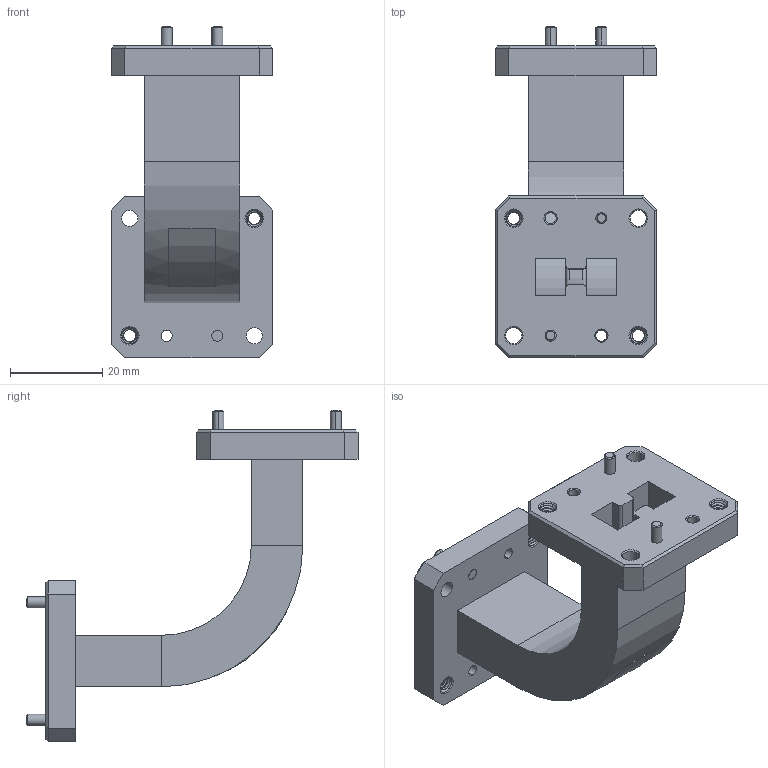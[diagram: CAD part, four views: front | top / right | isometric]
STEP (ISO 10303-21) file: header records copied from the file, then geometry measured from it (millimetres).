
FILE_DESCRIPTION (( 'STEP AP203' ), '1' );
FILE_NAME ('FMWRD750B001.step', '2020-10-30T19:57:28', ( '' ), ( '' ), 'SwSTEP 2.0', 'SolidWorks 2018', '' );
FILE_SCHEMA (( 'CONFIG_CONTROL_DESIGN' ));
Length unit declared in the file: millimetre
Products named in the file (1): FMWRD750B001
Bounding box: 35 x 71.8 x 71.8 mm (x, y, z)
Volume: 21510.4 mm3; surface area: 16701.6 mm2
Topology: 1 solids, 1 shells, 285 faces, 708 edges, 436 vertices
Faces by surface type: cylinder 113, plane 88, cone 40, bspline 40, torus 4
Entity records: 19883 total; most frequent: CARTESIAN_POINT 13534, ORIENTED_EDGE 1416, DIRECTION 1144, EDGE_CURVE 708, VERTEX_POINT 436, AXIS2_PLACEMENT_3D 410, LINE 324, VECTOR 324
